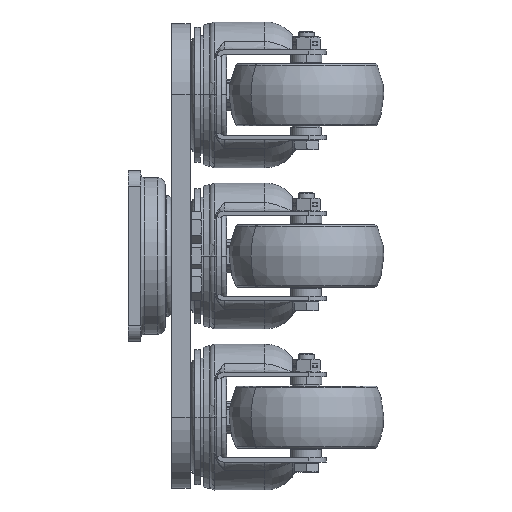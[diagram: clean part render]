
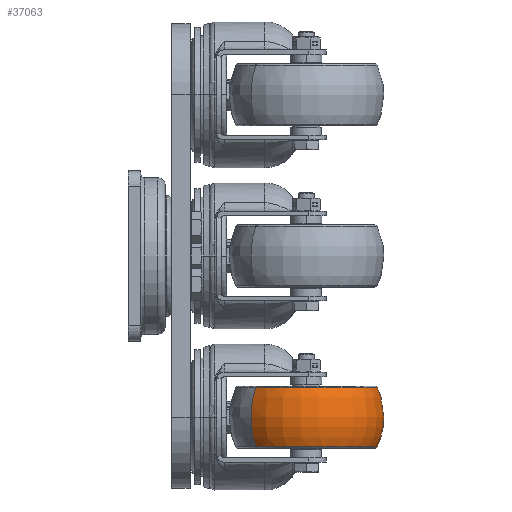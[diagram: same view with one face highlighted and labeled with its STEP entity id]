
A CAD part, left-side view. The second image highlights one B-rep face of the part: STEP entity #37063.
In plain terms, the highlighted toroidal (fillet/blend) face has major radius 5.52 mm and minor radius 44.48 mm.
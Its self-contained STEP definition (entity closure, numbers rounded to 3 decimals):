
#709 = VERTEX_POINT ( 'NONE', #27272 ) ;
#964 = FACE_OUTER_BOUND ( 'NONE', #12516, .T. ) ;
#2444 = ORIENTED_EDGE ( 'NONE', *, *, #47347, .F. ) ;
#3213 = CARTESIAN_POINT ( 'NONE',  ( 32.905, -119.676, -123.069 ) ) ;
#4575 = DIRECTION ( 'NONE',  ( 0., 0., -1. ) ) ;
#11056 = AXIS2_PLACEMENT_3D ( 'NONE', #39472, #39692, #18947 ) ;
#12516 = EDGE_LOOP ( 'NONE', ( #2444, #61579, #37241, #18542 ) ) ;
#14164 = CARTESIAN_POINT ( 'NONE',  ( 4.856, -90.949, -103.923 ) ) ;
#14371 = VERTEX_POINT ( 'NONE', #66351 ) ;
#14379 = DIRECTION ( 'NONE',  ( -0.699, 0.716, 0. ) ) ;
#14522 = DIRECTION ( 'NONE',  ( -0.699, 0.716, 0. ) ) ;
#14920 = AXIS2_PLACEMENT_3D ( 'NONE', #48515, #17522, #17295 ) ;
#17295 = DIRECTION ( 'NONE',  ( 0.699, -0.716, 0. ) ) ;
#17522 = DIRECTION ( 'NONE',  ( 0., 0., 1. ) ) ;
#18542 = ORIENTED_EDGE ( 'NONE', *, *, #61759, .T. ) ;
#18947 = DIRECTION ( 'NONE',  ( 0.699, -0.716, 0. ) ) ;
#19936 = DIRECTION ( 'NONE',  ( 0., 0., -1. ) ) ;
#24177 = CIRCLE ( 'NONE', #11056, 44.48 ) ;
#27272 = CARTESIAN_POINT ( 'NONE',  ( -30.905, -54.324, -123.069 ) ) ;
#27745 = CIRCLE ( 'NONE', #54933, 45.669 ) ;
#27813 = VERTEX_POINT ( 'NONE', #58450 ) ;
#28577 = EDGE_CURVE ( 'NONE', #27813, #709, #24177, .T. ) ;
#30767 = EDGE_CURVE ( 'NONE', #14371, #27813, #27745, .T. ) ;
#33337 = TOROIDAL_SURFACE ( 'NONE', #63735, 5.52, 44.48 ) ;
#34606 = CARTESIAN_POINT ( 'NONE',  ( 1., -87., -103.923 ) ) ;
#37063 = ADVANCED_FACE ( 'NONE', ( #964 ), #33337, .T. ) ;
#37241 = ORIENTED_EDGE ( 'NONE', *, *, #28577, .T. ) ;
#39472 = CARTESIAN_POINT ( 'NONE',  ( -2.856, -83.051, -103.923 ) ) ;
#39692 = DIRECTION ( 'NONE',  ( -0.716, -0.699, 0. ) ) ;
#40332 = DIRECTION ( 'NONE',  ( 0.716, 0.699, 0. ) ) ;
#40783 = CARTESIAN_POINT ( 'NONE',  ( 1., -87., -84.777 ) ) ;
#44470 = VERTEX_POINT ( 'NONE', #3213 ) ;
#47347 = EDGE_CURVE ( 'NONE', #14371, #44470, #49586, .T. ) ;
#48515 = CARTESIAN_POINT ( 'NONE',  ( 1., -87., -123.069 ) ) ;
#49586 = CIRCLE ( 'NONE', #63854, 44.48 ) ;
#51231 = DIRECTION ( 'NONE',  ( -0.699, 0.716, 0. ) ) ;
#54933 = AXIS2_PLACEMENT_3D ( 'NONE', #40783, #4575, #51231 ) ;
#58450 = CARTESIAN_POINT ( 'NONE',  ( -30.905, -54.324, -84.777 ) ) ;
#60910 = CIRCLE ( 'NONE', #14920, 45.669 ) ;
#61579 = ORIENTED_EDGE ( 'NONE', *, *, #30767, .T. ) ;
#61759 = EDGE_CURVE ( 'NONE', #709, #44470, #60910, .T. ) ;
#63735 = AXIS2_PLACEMENT_3D ( 'NONE', #34606, #19936, #14522 ) ;
#63854 = AXIS2_PLACEMENT_3D ( 'NONE', #14164, #40332, #14379 ) ;
#66351 = CARTESIAN_POINT ( 'NONE',  ( 32.905, -119.676, -84.777 ) ) ;
